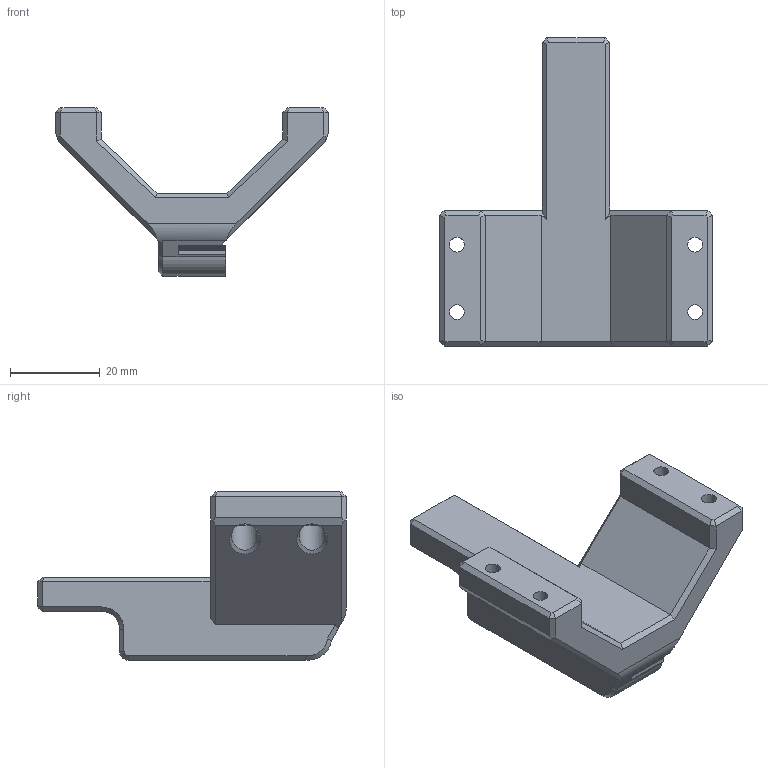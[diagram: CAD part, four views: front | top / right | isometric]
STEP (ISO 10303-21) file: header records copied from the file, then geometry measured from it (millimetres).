
FILE_DESCRIPTION(/* description */ (''),/* implementation_level */ '2;1');
FILE_NAME(/* name */ 'y-belt-holder.step',/* time_stamp */ '2023-01-11T13:37:17+07:00',/* author */ (''),/* organization */ (''),/* preprocessor_version */ 'ST-DEVELOPER v19.2',/* originating_system */ 'Autodesk Translation Framework v11.17.0.187',/* authorisation */ '');
FILE_SCHEMA (('AUTOMOTIVE_DESIGN { 1 0 10303 214 3 1 1 }'));
Length unit declared in the file: millimetre
Products named in the file (1): Y-Belt Holder
Bounding box: 60.7 x 68.62 x 37.47 mm (x, y, z)
Volume: 28245.8 mm3; surface area: 10754.5 mm2
Topology: 1 solids, 1 shells, 196 faces, 539 edges, 345 vertices
Faces by surface type: plane 166, cylinder 16, cone 8, bspline 6
Full cylindrical faces by diameter (mm): 3.3 x4, 6.5 x4
Entity records: 6541 total; most frequent: CARTESIAN_POINT 1587, ORIENTED_EDGE 1078, DIRECTION 927, EDGE_CURVE 539, LINE 455, VECTOR 455, VERTEX_POINT 345, AXIS2_PLACEMENT_3D 236
